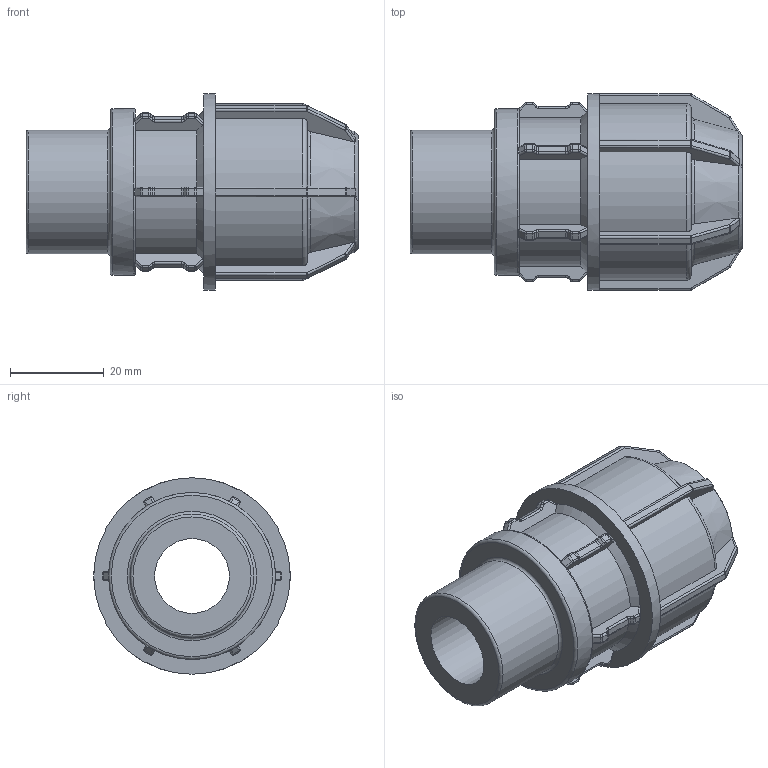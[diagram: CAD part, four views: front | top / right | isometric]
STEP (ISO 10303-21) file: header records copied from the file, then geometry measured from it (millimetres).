
FILE_DESCRIPTION(/* description */ ('PLASSON L.14 MALE ADAPTOR (SILVER) 20-3/4'''''),/* implementation_level */ '2;1');
FILE_NAME(/* name */ '140200020007.ipt.stp',/* time_stamp */ '2018-04-09T13:02:38+03:00',/* author */ ('KIM'),/* organization */ (''),/* preprocessor_version */ 'ST-DEVELOPER v15.6',/* originating_system */ 'Autodesk Inventor 2015',/* authorisation */ '');
FILE_SCHEMA (('AUTOMOTIVE_DESIGN { 1 0 10303 214 3 1 1 }'));
Length unit declared in the file: millimetre
Products named in the file (1): 140200020007
Bounding box: 71 x 42 x 42 mm (x, y, z)
Volume: 40811.3 mm3; surface area: 15031.8 mm2
Topology: 1 solids, 1 shells, 472 faces, 1166 edges, 691 vertices
Faces by surface type: cylinder 186, plane 159, bspline 72, torus 42, cone 13
Full cylindrical faces by diameter (mm): 16 x1, 20 x2, 26.441 x1, 35.695 x1, 42 x1
Entity records: 14494 total; most frequent: CARTESIAN_POINT 3778, DIRECTION 2310, ORIENTED_EDGE 2252, EDGE_CURVE 1126, AXIS2_PLACEMENT_3D 930, VERTEX_POINT 676, CIRCLE 508, EDGE_LOOP 488
